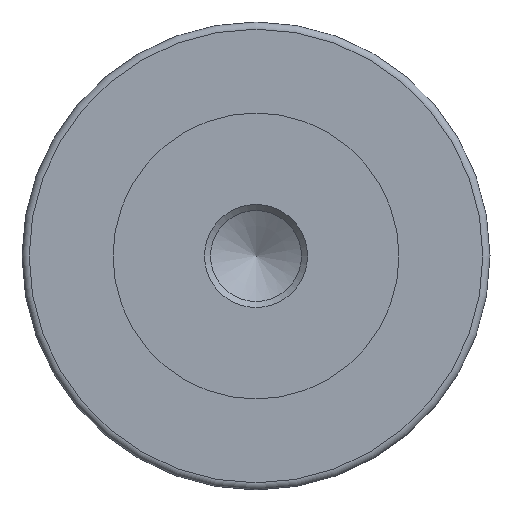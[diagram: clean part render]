
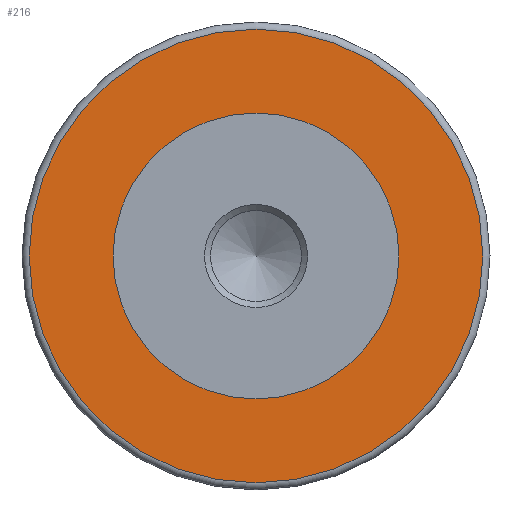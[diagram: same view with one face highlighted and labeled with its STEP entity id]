
A CAD part, left-side view. The second image highlights one B-rep face of the part: STEP entity #216.
In plain terms, the highlighted planar face has unit normal (-1, 0, 0).
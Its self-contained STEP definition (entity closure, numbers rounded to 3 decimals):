
#216 = ADVANCED_FACE( '', ( #391, #392 ), #393, .T. );
#391 = FACE_BOUND( '', #602, .T. );
#392 = FACE_OUTER_BOUND( '', #603, .T. );
#393 = PLANE( '', #604 );
#602 = EDGE_LOOP( '', ( #824 ) );
#603 = EDGE_LOOP( '', ( #825 ) );
#604 = AXIS2_PLACEMENT_3D( '', #826, #827, #828 );
#824 = ORIENTED_EDGE( '', *, *, #1177, .T. );
#825 = ORIENTED_EDGE( '', *, *, #1178, .F. );
#826 = CARTESIAN_POINT( '', ( 0., 34.9, 0. ) );
#827 = DIRECTION( '', ( -1., 0., 0. ) );
#828 = DIRECTION( '', ( 0., 0., 1. ) );
#1177 = EDGE_CURVE( '', #1332, #1332, #1333, .T. );
#1178 = EDGE_CURVE( '', #1334, #1334, #1335, .T. );
#1332 = VERTEX_POINT( '', #1540 );
#1333 = CIRCLE( '', #1541, 22. );
#1334 = VERTEX_POINT( '', #1542 );
#1335 = CIRCLE( '', #1543, 34.9 );
#1540 = CARTESIAN_POINT( '', ( 0., 0., -22. ) );
#1541 = AXIS2_PLACEMENT_3D( '', #1760, #1761, #1762 );
#1542 = CARTESIAN_POINT( '', ( 0., 0., -34.9 ) );
#1543 = AXIS2_PLACEMENT_3D( '', #1763, #1764, #1765 );
#1760 = CARTESIAN_POINT( '', ( 0., 0., 0. ) );
#1761 = DIRECTION( '', ( 1., 0., 0. ) );
#1762 = DIRECTION( '', ( 0., 0., -1. ) );
#1763 = CARTESIAN_POINT( '', ( 0., 0., 0. ) );
#1764 = DIRECTION( '', ( 1., 0., 0. ) );
#1765 = DIRECTION( '', ( 0., 0., -1. ) );
